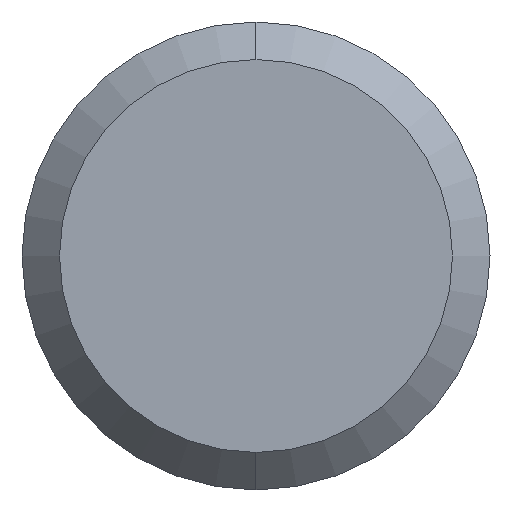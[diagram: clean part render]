
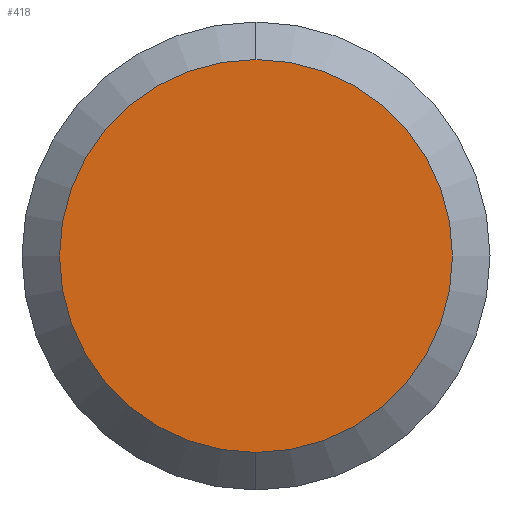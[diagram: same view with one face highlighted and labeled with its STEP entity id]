
A CAD part, left-side view. The second image highlights one B-rep face of the part: STEP entity #418.
In plain terms, the highlighted planar face has unit normal (-1, 0, 0).
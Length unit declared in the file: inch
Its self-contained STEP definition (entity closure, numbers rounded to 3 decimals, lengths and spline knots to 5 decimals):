
#37 = AXIS2_PLACEMENT_3D ( 'NONE', #465, #283, #784 ) ;
#71 = CARTESIAN_POINT ( 'NONE',  ( 0., 0., -0.05235 ) ) ;
#83 = EDGE_CURVE ( 'NONE', #417, #744, #648, .T. ) ;
#120 = AXIS2_PLACEMENT_3D ( 'NONE', #637, #125, #196 ) ;
#125 = DIRECTION ( 'NONE',  ( 1., 0., 0. ) ) ;
#148 = EDGE_CURVE ( 'NONE', #744, #417, #782, .T. ) ;
#196 = DIRECTION ( 'NONE',  ( 0., 0., -1. ) ) ;
#283 = DIRECTION ( 'NONE',  ( -1., 0., 0. ) ) ;
#296 = EDGE_LOOP ( 'NONE', ( #751, #706 ) ) ;
#417 = VERTEX_POINT ( 'NONE', #644 ) ;
#418 = ADVANCED_FACE ( 'NONE', ( #442 ), #632, .F. ) ;
#442 = FACE_OUTER_BOUND ( 'NONE', #296, .T. ) ;
#465 = CARTESIAN_POINT ( 'NONE',  ( 0., 0., 0. ) ) ;
#513 = AXIS2_PLACEMENT_3D ( 'NONE', #795, #539, #726 ) ;
#539 = DIRECTION ( 'NONE',  ( -1., 0., 0. ) ) ;
#632 = PLANE ( 'NONE',  #120 ) ;
#637 = CARTESIAN_POINT ( 'NONE',  ( 0., 0., 0. ) ) ;
#644 = CARTESIAN_POINT ( 'NONE',  ( 0., 0., 0.05235 ) ) ;
#648 = CIRCLE ( 'NONE', #37, 0.05235 ) ;
#706 = ORIENTED_EDGE ( 'NONE', *, *, #83, .T. ) ;
#726 = DIRECTION ( 'NONE',  ( 0., 0., 1. ) ) ;
#744 = VERTEX_POINT ( 'NONE', #71 ) ;
#751 = ORIENTED_EDGE ( 'NONE', *, *, #148, .T. ) ;
#782 = CIRCLE ( 'NONE', #513, 0.05235 ) ;
#784 = DIRECTION ( 'NONE',  ( 0., 0., 1. ) ) ;
#795 = CARTESIAN_POINT ( 'NONE',  ( 0., 0., 0. ) ) ;
